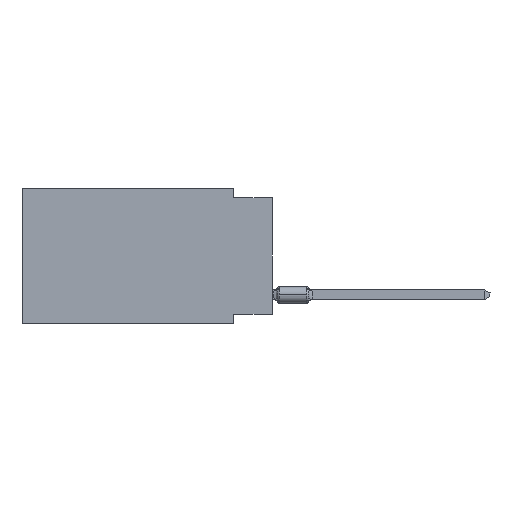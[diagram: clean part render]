
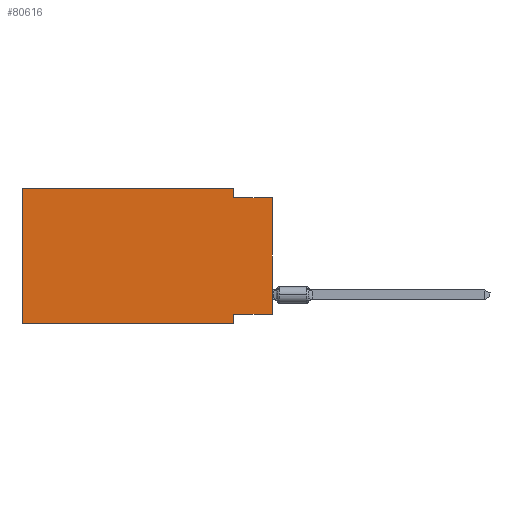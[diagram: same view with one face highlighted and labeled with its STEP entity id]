
A CAD part, left-side view. The second image highlights one B-rep face of the part: STEP entity #80616.
In plain terms, the highlighted planar face has unit normal (-1, 0, 0).
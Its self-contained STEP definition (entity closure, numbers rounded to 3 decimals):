
#547 = EDGE_CURVE ( 'NONE', #70894, #84192, #56753, .T. ) ;
#4437 = CARTESIAN_POINT ( 'NONE',  ( 0., 2.54, -8.89 ) ) ;
#5752 = ORIENTED_EDGE ( 'NONE', *, *, #48810, .F. ) ;
#6687 = CARTESIAN_POINT ( 'NONE',  ( 0., 2.54, -0.635 ) ) ;
#6872 = VECTOR ( 'NONE', #32070, 1000. ) ;
#7936 = CARTESIAN_POINT ( 'NONE',  ( 0., 16.383, -8.89 ) ) ;
#9825 = VERTEX_POINT ( 'NONE', #53349 ) ;
#11334 = VECTOR ( 'NONE', #11656, 1000. ) ;
#11656 = DIRECTION ( 'NONE',  ( 0., 0., -1. ) ) ;
#11873 = CARTESIAN_POINT ( 'NONE',  ( 0., 0., -8.255 ) ) ;
#13017 = VERTEX_POINT ( 'NONE', #63967 ) ;
#14071 = VERTEX_POINT ( 'NONE', #82944 ) ;
#15848 = VECTOR ( 'NONE', #35241, 1000. ) ;
#16049 = DIRECTION ( 'NONE',  ( 0., 0., -1. ) ) ;
#17492 = LINE ( 'NONE', #4437, #36179 ) ;
#17853 = CARTESIAN_POINT ( 'NONE',  ( 0., 0., -0.635 ) ) ;
#17922 = AXIS2_PLACEMENT_3D ( 'NONE', #50271, #70969, #16049 ) ;
#20248 = VERTEX_POINT ( 'NONE', #7936 ) ;
#20672 = ORIENTED_EDGE ( 'NONE', *, *, #25857, .F. ) ;
#22070 = DIRECTION ( 'NONE',  ( 0., 0., 1. ) ) ;
#22787 = PLANE ( 'NONE',  #17922 ) ;
#24067 = EDGE_LOOP ( 'NONE', ( #84270, #51716, #56280, #5752, #68543, #66438, #78810, #20672 ) ) ;
#25857 = EDGE_CURVE ( 'NONE', #70894, #13017, #81200, .T. ) ;
#28397 = CARTESIAN_POINT ( 'NONE',  ( 0., 0., 0. ) ) ;
#29916 = EDGE_CURVE ( 'NONE', #14071, #32364, #69580, .T. ) ;
#30866 = CARTESIAN_POINT ( 'NONE',  ( 0., 16.383, -8.89 ) ) ;
#31628 = LINE ( 'NONE', #59067, #6872 ) ;
#32070 = DIRECTION ( 'NONE',  ( 0., 0., 1. ) ) ;
#32364 = VERTEX_POINT ( 'NONE', #6687 ) ;
#34347 = LINE ( 'NONE', #47394, #15848 ) ;
#35241 = DIRECTION ( 'NONE',  ( 0., -1., 0. ) ) ;
#36112 = CARTESIAN_POINT ( 'NONE',  ( 0., 0., -8.255 ) ) ;
#36179 = VECTOR ( 'NONE', #58024, 1000. ) ;
#37615 = LINE ( 'NONE', #30866, #81981 ) ;
#39576 = CARTESIAN_POINT ( 'NONE',  ( 0., 2.54, 0. ) ) ;
#40445 = CARTESIAN_POINT ( 'NONE',  ( 0., 16.383, 0. ) ) ;
#47394 = CARTESIAN_POINT ( 'NONE',  ( 0., 0., -0.635 ) ) ;
#48810 = EDGE_CURVE ( 'NONE', #73930, #14071, #52759, .T. ) ;
#50271 = CARTESIAN_POINT ( 'NONE',  ( 0., 16.383, 0. ) ) ;
#51716 = ORIENTED_EDGE ( 'NONE', *, *, #71937, .F. ) ;
#52068 = EDGE_CURVE ( 'NONE', #20248, #73930, #31628, .T. ) ;
#52759 = LINE ( 'NONE', #80241, #65337 ) ;
#53349 = CARTESIAN_POINT ( 'NONE',  ( 0., 2.54, -8.89 ) ) ;
#56280 = ORIENTED_EDGE ( 'NONE', *, *, #29916, .F. ) ;
#56753 = LINE ( 'NONE', #28397, #72534 ) ;
#56985 = DIRECTION ( 'NONE',  ( 0., -1., 0. ) ) ;
#57469 = FACE_OUTER_BOUND ( 'NONE', #24067, .T. ) ;
#58024 = DIRECTION ( 'NONE',  ( 0., 0., -1. ) ) ;
#59067 = CARTESIAN_POINT ( 'NONE',  ( 0., 16.383, 0. ) ) ;
#63967 = CARTESIAN_POINT ( 'NONE',  ( 0., 2.54, -8.255 ) ) ;
#65337 = VECTOR ( 'NONE', #66715, 1000. ) ;
#66438 = ORIENTED_EDGE ( 'NONE', *, *, #85706, .T. ) ;
#66715 = DIRECTION ( 'NONE',  ( 0., -1., 0. ) ) ;
#67676 = DIRECTION ( 'NONE',  ( 0., 1., 0. ) ) ;
#68543 = ORIENTED_EDGE ( 'NONE', *, *, #52068, .F. ) ;
#69580 = LINE ( 'NONE', #39576, #11334 ) ;
#70894 = VERTEX_POINT ( 'NONE', #36112 ) ;
#70969 = DIRECTION ( 'NONE',  ( 1., 0., 0. ) ) ;
#71937 = EDGE_CURVE ( 'NONE', #32364, #84192, #34347, .T. ) ;
#72534 = VECTOR ( 'NONE', #22070, 1000. ) ;
#73211 = EDGE_CURVE ( 'NONE', #13017, #9825, #17492, .T. ) ;
#73930 = VERTEX_POINT ( 'NONE', #40445 ) ;
#78810 = ORIENTED_EDGE ( 'NONE', *, *, #73211, .F. ) ;
#80241 = CARTESIAN_POINT ( 'NONE',  ( 0., 16.383, 0. ) ) ;
#80616 = ADVANCED_FACE ( 'NONE', ( #57469 ), #22787, .F. ) ;
#81200 = LINE ( 'NONE', #11873, #87258 ) ;
#81981 = VECTOR ( 'NONE', #56985, 1000. ) ;
#82944 = CARTESIAN_POINT ( 'NONE',  ( 0., 2.54, 0. ) ) ;
#84192 = VERTEX_POINT ( 'NONE', #17853 ) ;
#84270 = ORIENTED_EDGE ( 'NONE', *, *, #547, .T. ) ;
#85706 = EDGE_CURVE ( 'NONE', #20248, #9825, #37615, .T. ) ;
#87258 = VECTOR ( 'NONE', #67676, 1000. ) ;
